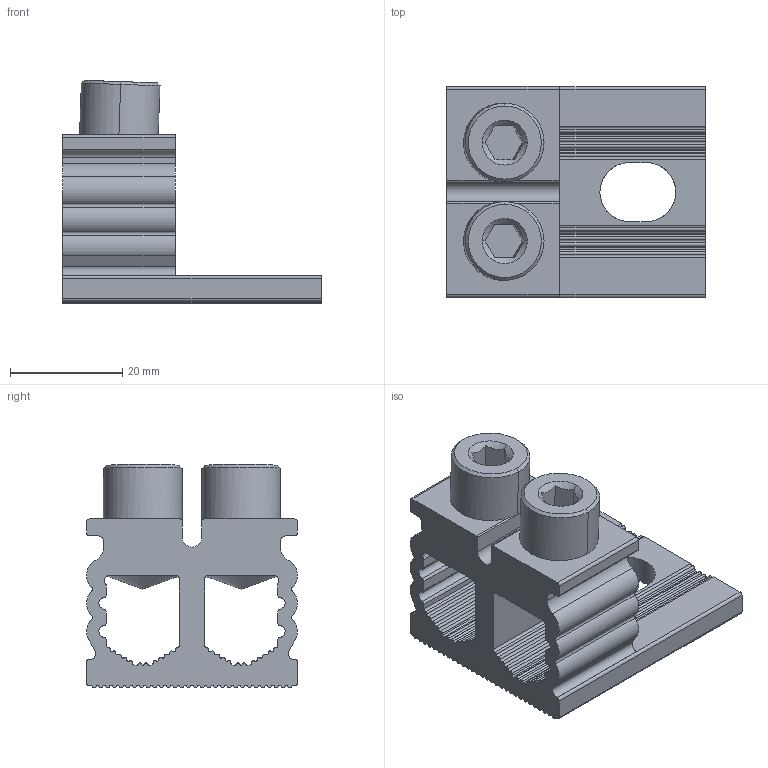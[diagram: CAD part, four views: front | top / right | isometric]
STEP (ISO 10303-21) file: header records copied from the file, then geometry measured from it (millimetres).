
FILE_DESCRIPTION(('Creo Elements/Direct Modeling STEP Export'),'2;1');
FILE_NAME('VC02-0136_OT_2x95.stp','2025-08-19T 8:35:27',(''),(''),'Creo Elements/Direct Modeling STEP processor for AP214 (Solid Model)','Creo Elements/Direct Modeling 20.6A 14-Oct-2023 (C) Parametric Technology GmbH','');
FILE_SCHEMA(('AUTOMOTIVE_DESIGN { 1 0 10303 214 1 1 1 1 }'));
Length unit declared in the file: millimetre
Products named in the file (1): Liitinrunko OT 2x95
Bounding box: 46 x 37.5 x 39.72 mm (x, y, z)
Volume: 19821.3 mm3; surface area: 10613.3 mm2
Topology: 1 solids, 1 shells, 335 faces, 996 edges, 658 vertices
Faces by surface type: cylinder 185, plane 138, cone 12
Entity records: 11830 total; most frequent: CARTESIAN_POINT 2708, ORIENTED_EDGE 1984, DIRECTION 1914, EDGE_CURVE 992, AXIS2_PLACEMENT_3D 707, VERTEX_POINT 658, VECTOR 500, LINE 500
